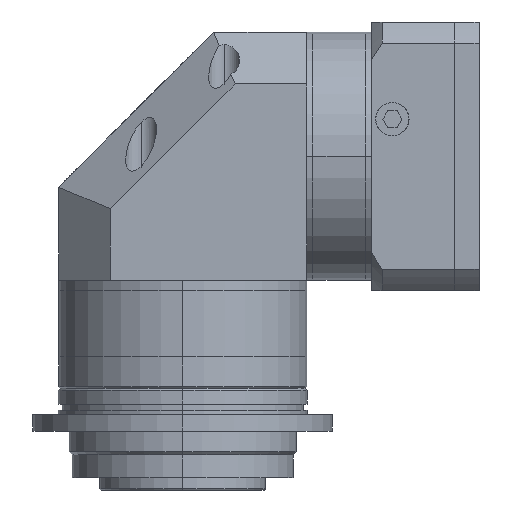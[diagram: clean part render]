
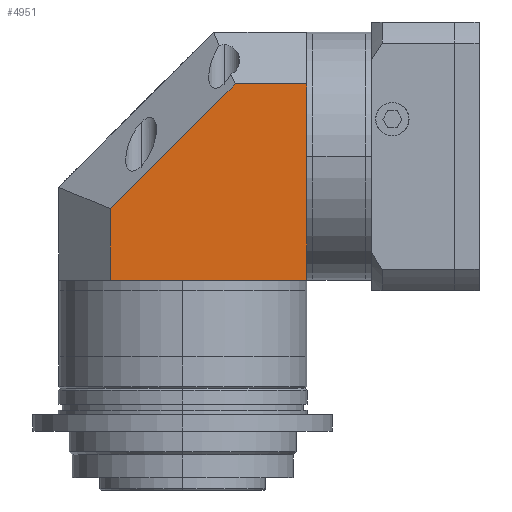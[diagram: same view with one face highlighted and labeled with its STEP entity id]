
A CAD part, left-side view. The second image highlights one B-rep face of the part: STEP entity #4951.
In plain terms, the highlighted planar face has unit normal (-1, 0, 0).
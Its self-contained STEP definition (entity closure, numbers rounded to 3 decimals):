
#168 = LINE ( 'NONE', #3919, #10947 ) ;
#518 = VECTOR ( 'NONE', #11774, 1000. ) ;
#599 = EDGE_CURVE ( 'NONE', #10113, #3278, #826, .T. ) ;
#745 = CARTESIAN_POINT ( 'NONE',  ( -60., 35., -60. ) ) ;
#763 = CARTESIAN_POINT ( 'NONE',  ( -60., -25.355, 35. ) ) ;
#826 = LINE ( 'NONE', #11120, #518 ) ;
#1002 = ORIENTED_EDGE ( 'NONE', *, *, #12648, .T. ) ;
#1198 = LINE ( 'NONE', #9688, #8745 ) ;
#1928 = ORIENTED_EDGE ( 'NONE', *, *, #3877, .T. ) ;
#1973 = LINE ( 'NONE', #5996, #6921 ) ;
#2405 = EDGE_LOOP ( 'NONE', ( #7961, #6074, #1002, #8591, #1928, #5968 ) ) ;
#2517 = VECTOR ( 'NONE', #9126, 1000. ) ;
#2578 = CARTESIAN_POINT ( 'NONE',  ( -60., 60., -60. ) ) ;
#2675 = CARTESIAN_POINT ( 'NONE',  ( -60., -60., -60. ) ) ;
#2805 = DIRECTION ( 'NONE',  ( 0., 0., 1. ) ) ;
#3223 = CARTESIAN_POINT ( 'NONE',  ( -60., -60., -60. ) ) ;
#3278 = VERTEX_POINT ( 'NONE', #763 ) ;
#3877 = EDGE_CURVE ( 'NONE', #7737, #10113, #1198, .T. ) ;
#3919 = CARTESIAN_POINT ( 'NONE',  ( -60., 64.822, -55.178 ) ) ;
#4434 = VECTOR ( 'NONE', #12572, 1000. ) ;
#4951 = ADVANCED_FACE ( 'NONE', ( #9143 ), #7497, .T. ) ;
#5572 = DIRECTION ( 'NONE',  ( 0., -1., 0. ) ) ;
#5968 = ORIENTED_EDGE ( 'NONE', *, *, #599, .T. ) ;
#5996 = CARTESIAN_POINT ( 'NONE',  ( -60., 60., -60. ) ) ;
#6074 = ORIENTED_EDGE ( 'NONE', *, *, #12472, .T. ) ;
#6222 = VERTEX_POINT ( 'NONE', #11641 ) ;
#6285 = EDGE_CURVE ( 'NONE', #3278, #7022, #168, .T. ) ;
#6586 = CARTESIAN_POINT ( 'NONE',  ( -60., -60., 0. ) ) ;
#6921 = VECTOR ( 'NONE', #6988, 1000. ) ;
#6988 = DIRECTION ( 'NONE',  ( 0., -1., 0. ) ) ;
#7022 = VERTEX_POINT ( 'NONE', #11163 ) ;
#7076 = LINE ( 'NONE', #745, #4434 ) ;
#7497 = PLANE ( 'NONE',  #11424 ) ;
#7737 = VERTEX_POINT ( 'NONE', #6586 ) ;
#7961 = ORIENTED_EDGE ( 'NONE', *, *, #6285, .T. ) ;
#8129 = CARTESIAN_POINT ( 'NONE',  ( -60., -60., 35. ) ) ;
#8377 = LINE ( 'NONE', #3223, #2517 ) ;
#8591 = ORIENTED_EDGE ( 'NONE', *, *, #9163, .T. ) ;
#8745 = VECTOR ( 'NONE', #2805, 1000. ) ;
#9126 = DIRECTION ( 'NONE',  ( 0., 0., 1. ) ) ;
#9143 = FACE_OUTER_BOUND ( 'NONE', #2405, .T. ) ;
#9163 = EDGE_CURVE ( 'NONE', #11200, #7737, #8377, .T. ) ;
#9688 = CARTESIAN_POINT ( 'NONE',  ( -60., -60., -60. ) ) ;
#10113 = VERTEX_POINT ( 'NONE', #8129 ) ;
#10844 = DIRECTION ( 'NONE',  ( 0., 0.707, -0.707 ) ) ;
#10947 = VECTOR ( 'NONE', #10844, 1000. ) ;
#11120 = CARTESIAN_POINT ( 'NONE',  ( -60., 60., 35. ) ) ;
#11163 = CARTESIAN_POINT ( 'NONE',  ( -60., 35., -25.355 ) ) ;
#11200 = VERTEX_POINT ( 'NONE', #2675 ) ;
#11424 = AXIS2_PLACEMENT_3D ( 'NONE', #2578, #11448, #5572 ) ;
#11448 = DIRECTION ( 'NONE',  ( -1., 0., 0. ) ) ;
#11641 = CARTESIAN_POINT ( 'NONE',  ( -60., 35., -60. ) ) ;
#11774 = DIRECTION ( 'NONE',  ( 0., 1., 0. ) ) ;
#12472 = EDGE_CURVE ( 'NONE', #7022, #6222, #7076, .T. ) ;
#12572 = DIRECTION ( 'NONE',  ( 0., 0., -1. ) ) ;
#12648 = EDGE_CURVE ( 'NONE', #6222, #11200, #1973, .T. ) ;
